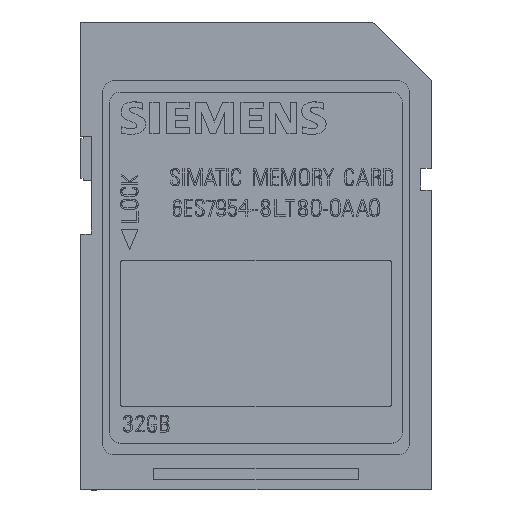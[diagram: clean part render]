
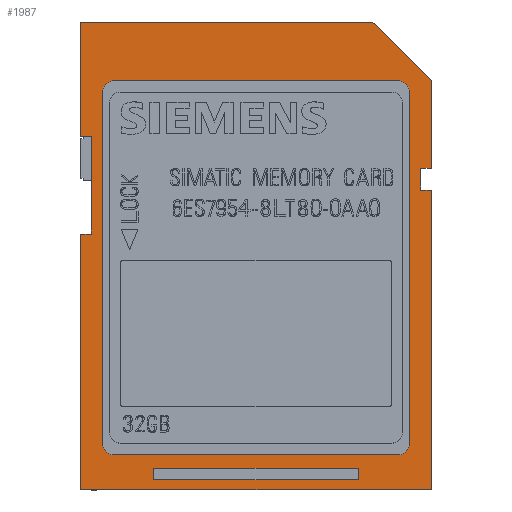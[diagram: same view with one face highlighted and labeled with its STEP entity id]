
A CAD part, top view. The second image highlights one B-rep face of the part: STEP entity #1987.
In plain terms, the highlighted face is planar.
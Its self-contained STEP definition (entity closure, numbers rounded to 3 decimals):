
#1987=ADVANCED_FACE('',(#5048,#5049,#5050),#2657,.F.);
#2657=PLANE('',#13361);
#3144=CIRCLE('',#13357,0.8);
#3145=CIRCLE('',#13358,0.8);
#3146=CIRCLE('',#13359,0.8);
#3147=CIRCLE('',#13360,0.8);
#3186=LINE('',#16420,#4032);
#3187=LINE('',#16423,#4033);
#3188=LINE('',#16425,#4034);
#3189=LINE('',#16427,#4035);
#3190=LINE('',#16429,#4036);
#3191=LINE('',#16431,#4037);
#3192=LINE('',#16433,#4038);
#3193=LINE('',#16435,#4039);
#3194=LINE('',#16437,#4040);
#3195=LINE('',#16439,#4041);
#3196=LINE('',#16441,#4042);
#3197=LINE('',#16443,#4043);
#3198=LINE('',#16445,#4044);
#3199=LINE('',#16449,#4045);
#3200=LINE('',#16453,#4046);
#3201=LINE('',#16457,#4047);
#3202=LINE('',#16461,#4048);
#3203=LINE('',#16462,#4049);
#3204=LINE('',#16465,#4050);
#3205=LINE('',#16467,#4051);
#3206=LINE('',#16469,#4052);
#4032=VECTOR('',#13930,1.);
#4033=VECTOR('',#13931,1.);
#4034=VECTOR('',#13932,1.);
#4035=VECTOR('',#13933,1.);
#4036=VECTOR('',#13934,1.);
#4037=VECTOR('',#13935,1.);
#4038=VECTOR('',#13936,1.);
#4039=VECTOR('',#13937,1.);
#4040=VECTOR('',#13938,1.);
#4041=VECTOR('',#13939,1.);
#4042=VECTOR('',#13940,1.);
#4043=VECTOR('',#13941,1.);
#4044=VECTOR('',#13942,1.);
#4045=VECTOR('',#13945,1.);
#4046=VECTOR('',#13948,1.);
#4047=VECTOR('',#13951,1.);
#4048=VECTOR('',#13954,1.);
#4049=VECTOR('',#13955,1.);
#4050=VECTOR('',#13956,1.);
#4051=VECTOR('',#13957,1.);
#4052=VECTOR('',#13958,1.);
#5048=FACE_BOUND('',#5142,.T.);
#5049=FACE_BOUND('',#5143,.T.);
#5050=FACE_BOUND('',#5144,.T.);
#5142=EDGE_LOOP('',(#5936,#5937,#5938,#5939,#5940,#5941,#5942,#5943,#5944,
#5945,#5946,#5947,#5948));
#5143=EDGE_LOOP('',(#5949,#5950,#5951,#5952,#5953,#5954,#5955,#5956));
#5144=EDGE_LOOP('',(#5957,#5958,#5959,#5960));
#5936=ORIENTED_EDGE('',*,*,#10480,.F.);
#5937=ORIENTED_EDGE('',*,*,#10481,.F.);
#5938=ORIENTED_EDGE('',*,*,#10482,.F.);
#5939=ORIENTED_EDGE('',*,*,#10483,.T.);
#5940=ORIENTED_EDGE('',*,*,#10484,.T.);
#5941=ORIENTED_EDGE('',*,*,#10485,.T.);
#5942=ORIENTED_EDGE('',*,*,#10486,.T.);
#5943=ORIENTED_EDGE('',*,*,#10487,.F.);
#5944=ORIENTED_EDGE('',*,*,#10488,.F.);
#5945=ORIENTED_EDGE('',*,*,#10489,.F.);
#5946=ORIENTED_EDGE('',*,*,#10490,.T.);
#5947=ORIENTED_EDGE('',*,*,#10491,.T.);
#5948=ORIENTED_EDGE('',*,*,#10492,.T.);
#5949=ORIENTED_EDGE('',*,*,#10493,.F.);
#5950=ORIENTED_EDGE('',*,*,#10494,.F.);
#5951=ORIENTED_EDGE('',*,*,#10495,.F.);
#5952=ORIENTED_EDGE('',*,*,#10496,.F.);
#5953=ORIENTED_EDGE('',*,*,#10497,.F.);
#5954=ORIENTED_EDGE('',*,*,#10498,.F.);
#5955=ORIENTED_EDGE('',*,*,#10499,.F.);
#5956=ORIENTED_EDGE('',*,*,#10500,.F.);
#5957=ORIENTED_EDGE('',*,*,#10501,.T.);
#5958=ORIENTED_EDGE('',*,*,#10502,.T.);
#5959=ORIENTED_EDGE('',*,*,#10503,.T.);
#5960=ORIENTED_EDGE('',*,*,#10504,.T.);
#9344=VERTEX_POINT('',#16421);
#9345=VERTEX_POINT('',#16422);
#9346=VERTEX_POINT('',#16424);
#9347=VERTEX_POINT('',#16426);
#9348=VERTEX_POINT('',#16428);
#9349=VERTEX_POINT('',#16430);
#9350=VERTEX_POINT('',#16432);
#9351=VERTEX_POINT('',#16434);
#9352=VERTEX_POINT('',#16436);
#9353=VERTEX_POINT('',#16438);
#9354=VERTEX_POINT('',#16440);
#9355=VERTEX_POINT('',#16442);
#9356=VERTEX_POINT('',#16444);
#9357=VERTEX_POINT('',#16447);
#9358=VERTEX_POINT('',#16448);
#9359=VERTEX_POINT('',#16450);
#9360=VERTEX_POINT('',#16452);
#9361=VERTEX_POINT('',#16454);
#9362=VERTEX_POINT('',#16456);
#9363=VERTEX_POINT('',#16458);
#9364=VERTEX_POINT('',#16460);
#9365=VERTEX_POINT('',#16463);
#9366=VERTEX_POINT('',#16464);
#9367=VERTEX_POINT('',#16466);
#9368=VERTEX_POINT('',#16468);
#10480=EDGE_CURVE('',#9344,#9345,#3186,.T.);
#10481=EDGE_CURVE('',#9346,#9344,#3187,.T.);
#10482=EDGE_CURVE('',#9347,#9346,#3188,.T.);
#10483=EDGE_CURVE('',#9347,#9348,#3189,.T.);
#10484=EDGE_CURVE('',#9348,#9349,#3190,.T.);
#10485=EDGE_CURVE('',#9349,#9350,#3191,.T.);
#10486=EDGE_CURVE('',#9350,#9351,#3192,.T.);
#10487=EDGE_CURVE('',#9352,#9351,#3193,.T.);
#10488=EDGE_CURVE('',#9353,#9352,#3194,.T.);
#10489=EDGE_CURVE('',#9354,#9353,#3195,.T.);
#10490=EDGE_CURVE('',#9354,#9355,#3196,.T.);
#10491=EDGE_CURVE('',#9355,#9356,#3197,.T.);
#10492=EDGE_CURVE('',#9356,#9345,#3198,.T.);
#10493=EDGE_CURVE('',#9357,#9358,#3144,.T.);
#10494=EDGE_CURVE('',#9359,#9357,#3199,.T.);
#10495=EDGE_CURVE('',#9360,#9359,#3145,.T.);
#10496=EDGE_CURVE('',#9361,#9360,#3200,.T.);
#10497=EDGE_CURVE('',#9362,#9361,#3146,.T.);
#10498=EDGE_CURVE('',#9363,#9362,#3201,.T.);
#10499=EDGE_CURVE('',#9364,#9363,#3147,.T.);
#10500=EDGE_CURVE('',#9358,#9364,#3202,.T.);
#10501=EDGE_CURVE('',#9365,#9366,#3203,.T.);
#10502=EDGE_CURVE('',#9366,#9367,#3204,.T.);
#10503=EDGE_CURVE('',#9367,#9368,#3205,.T.);
#10504=EDGE_CURVE('',#9368,#9365,#3206,.T.);
#13357=AXIS2_PLACEMENT_3D('',#16446,#13943,#13944);
#13358=AXIS2_PLACEMENT_3D('',#16451,#13946,#13947);
#13359=AXIS2_PLACEMENT_3D('',#16455,#13949,#13950);
#13360=AXIS2_PLACEMENT_3D('',#16459,#13952,#13953);
#13361=AXIS2_PLACEMENT_3D('',#16470,#13959,#13960);
#13930=DIRECTION('',(0.,1.,0.));
#13931=DIRECTION('',(-1.,0.,0.));
#13932=DIRECTION('',(0.,-1.,0.));
#13933=DIRECTION('',(1.,0.,0.));
#13934=DIRECTION('',(0.707,-0.707,0.));
#13935=DIRECTION('',(0.,-1.,0.));
#13936=DIRECTION('',(-1.,0.,0.));
#13937=DIRECTION('',(0.,-1.,0.));
#13938=DIRECTION('',(1.,0.,0.));
#13939=DIRECTION('',(0.,1.,0.));
#13940=DIRECTION('',(-1.,0.,0.));
#13941=DIRECTION('',(0.,1.,0.));
#13942=DIRECTION('',(1.,0.,0.));
#13943=DIRECTION('',(0.,0.,-1.));
#13944=DIRECTION('',(0.,1.,0.));
#13945=DIRECTION('',(0.,1.,0.));
#13946=DIRECTION('',(0.,0.,-1.));
#13947=DIRECTION('',(0.,1.,0.));
#13948=DIRECTION('',(-1.,0.,0.));
#13949=DIRECTION('',(0.,0.,-1.));
#13950=DIRECTION('',(0.,1.,0.));
#13951=DIRECTION('',(0.,-1.,0.));
#13952=DIRECTION('',(0.,0.,-1.));
#13953=DIRECTION('',(0.,1.,0.));
#13954=DIRECTION('',(1.,0.,0.));
#13955=DIRECTION('',(0.,-1.,0.));
#13956=DIRECTION('',(1.,0.,0.));
#13957=DIRECTION('',(0.,1.,0.));
#13958=DIRECTION('',(-1.,0.,0.));
#13959=DIRECTION('',(0.,0.,1.));
#13960=DIRECTION('',(1.,0.,0.));
#16420=CARTESIAN_POINT('',(20.5,0.,0.));
#16421=CARTESIAN_POINT('',(20.5,23.25,0.));
#16422=CARTESIAN_POINT('',(20.5,24.,0.));
#16423=CARTESIAN_POINT('',(0.,23.25,0.));
#16424=CARTESIAN_POINT('',(22.,23.25,0.));
#16425=CARTESIAN_POINT('',(22.,0.,0.));
#16426=CARTESIAN_POINT('',(22.,24.,0.));
#16427=CARTESIAN_POINT('',(28.,24.,0.));
#16428=CARTESIAN_POINT('',(28.,24.,0.));
#16429=CARTESIAN_POINT('',(32.,20.,0.));
#16430=CARTESIAN_POINT('',(32.,20.,0.));
#16431=CARTESIAN_POINT('',(32.,0.,0.));
#16432=CARTESIAN_POINT('',(32.,0.,0.));
#16433=CARTESIAN_POINT('',(0.,0.,0.));
#16434=CARTESIAN_POINT('',(24.2,0.,0.));
#16435=CARTESIAN_POINT('',(24.2,0.,0.));
#16436=CARTESIAN_POINT('',(24.2,0.75,0.));
#16437=CARTESIAN_POINT('',(0.,0.75,0.));
#16438=CARTESIAN_POINT('',(17.5,0.75,0.));
#16439=CARTESIAN_POINT('',(17.5,0.,0.));
#16440=CARTESIAN_POINT('',(17.5,0.,0.));
#16441=CARTESIAN_POINT('',(0.,0.,0.));
#16442=CARTESIAN_POINT('',(0.,0.,0.));
#16443=CARTESIAN_POINT('',(0.,24.,0.));
#16444=CARTESIAN_POINT('',(0.,24.,0.));
#16445=CARTESIAN_POINT('',(28.,24.,0.));
#16446=CARTESIAN_POINT('',(3.2,21.7,0.));
#16447=CARTESIAN_POINT('',(2.4,21.7,0.));
#16448=CARTESIAN_POINT('',(3.2,22.5,0.));
#16449=CARTESIAN_POINT('',(2.4,2.3,0.));
#16450=CARTESIAN_POINT('',(2.4,2.3,0.));
#16451=CARTESIAN_POINT('',(3.2,2.3,0.));
#16452=CARTESIAN_POINT('',(3.2,1.5,0.));
#16453=CARTESIAN_POINT('',(27.2,1.5,0.));
#16454=CARTESIAN_POINT('',(27.2,1.5,0.));
#16455=CARTESIAN_POINT('',(27.2,2.3,0.));
#16456=CARTESIAN_POINT('',(28.,2.3,0.));
#16457=CARTESIAN_POINT('',(28.,21.7,0.));
#16458=CARTESIAN_POINT('',(28.,21.7,0.));
#16459=CARTESIAN_POINT('',(27.2,21.7,0.));
#16460=CARTESIAN_POINT('',(27.2,22.5,0.));
#16461=CARTESIAN_POINT('',(3.2,22.5,0.));
#16462=CARTESIAN_POINT('',(0.7,19.,0.));
#16463=CARTESIAN_POINT('',(0.7,19.,0.));
#16464=CARTESIAN_POINT('',(0.7,5.,0.));
#16465=CARTESIAN_POINT('',(0.7,5.,0.));
#16466=CARTESIAN_POINT('',(1.5,5.,0.));
#16467=CARTESIAN_POINT('',(1.5,5.,0.));
#16468=CARTESIAN_POINT('',(1.5,19.,0.));
#16469=CARTESIAN_POINT('',(1.5,19.,0.));
#16470=CARTESIAN_POINT('',(0.,0.,0.));
